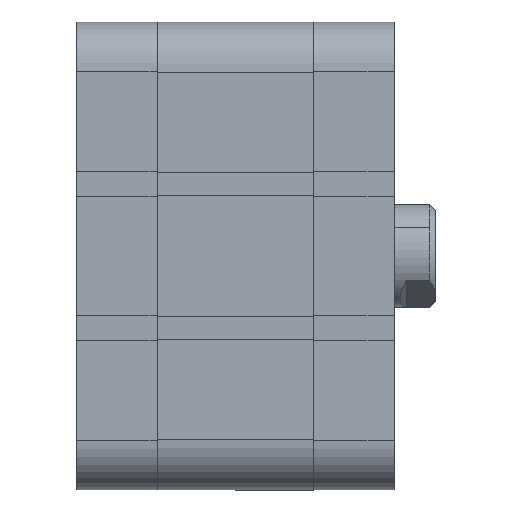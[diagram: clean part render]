
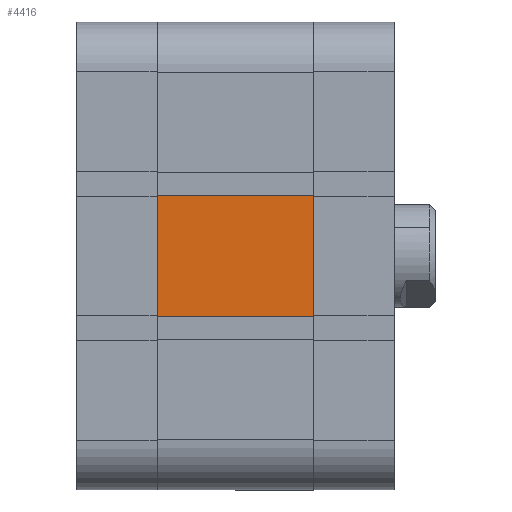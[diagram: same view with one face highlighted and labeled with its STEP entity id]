
A CAD part, front view. The second image highlights one B-rep face of the part: STEP entity #4416.
In plain terms, the highlighted planar face has unit normal (0, -1, 0).
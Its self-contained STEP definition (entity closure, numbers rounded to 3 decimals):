
#2433 = LINE ( 'NONE', #8406, #25529 ) ;
#3034 = ORIENTED_EDGE ( 'NONE', *, *, #28728, .F. ) ;
#3244 = DIRECTION ( 'NONE',  ( -1., 0., 0. ) ) ;
#3419 = ORIENTED_EDGE ( 'NONE', *, *, #9954, .T. ) ;
#4416 = ADVANCED_FACE ( 'NONE', ( #17049 ), #14472, .F. ) ;
#5718 = CARTESIAN_POINT ( 'NONE',  ( 0., -56.75, 14.7 ) ) ;
#5818 = VERTEX_POINT ( 'NONE', #5718 ) ;
#5911 = VERTEX_POINT ( 'NONE', #27000 ) ;
#6078 = VECTOR ( 'NONE', #3244, 1000. ) ;
#6224 = DIRECTION ( 'NONE',  ( 0., 0., 1. ) ) ;
#6531 = DIRECTION ( 'NONE',  ( 0., 0., -1. ) ) ;
#6898 = EDGE_CURVE ( 'NONE', #5818, #27207, #27818, .T. ) ;
#7287 = CARTESIAN_POINT ( 'NONE',  ( 38.001, -56.75, -14.7 ) ) ;
#8406 = CARTESIAN_POINT ( 'NONE',  ( 38., -56.75, -56.75 ) ) ;
#8857 = VERTEX_POINT ( 'NONE', #14201 ) ;
#9037 = ORIENTED_EDGE ( 'NONE', *, *, #6898, .T. ) ;
#9954 = EDGE_CURVE ( 'NONE', #8857, #5818, #29336, .T. ) ;
#10549 = LINE ( 'NONE', #7287, #15385 ) ;
#10677 = CARTESIAN_POINT ( 'NONE',  ( 0., -56.75, -14.7 ) ) ;
#11230 = AXIS2_PLACEMENT_3D ( 'NONE', #16534, #32306, #6224 ) ;
#12629 = ORIENTED_EDGE ( 'NONE', *, *, #21056, .F. ) ;
#14201 = CARTESIAN_POINT ( 'NONE',  ( 38., -56.75, 14.7 ) ) ;
#14472 = PLANE ( 'NONE',  #11230 ) ;
#15385 = VECTOR ( 'NONE', #20707, 1000. ) ;
#16293 = CARTESIAN_POINT ( 'NONE',  ( 38.001, -56.75, 14.7 ) ) ;
#16478 = DIRECTION ( 'NONE',  ( 0., 0., -1. ) ) ;
#16534 = CARTESIAN_POINT ( 'NONE',  ( 38., -56.75, -56.75 ) ) ;
#17049 = FACE_OUTER_BOUND ( 'NONE', #33440, .T. ) ;
#20707 = DIRECTION ( 'NONE',  ( -1., 0., 0. ) ) ;
#21056 = EDGE_CURVE ( 'NONE', #5911, #27207, #10549, .T. ) ;
#24588 = VECTOR ( 'NONE', #6531, 1000. ) ;
#25529 = VECTOR ( 'NONE', #16478, 1000. ) ;
#27000 = CARTESIAN_POINT ( 'NONE',  ( 38., -56.75, -14.7 ) ) ;
#27207 = VERTEX_POINT ( 'NONE', #10677 ) ;
#27818 = LINE ( 'NONE', #27990, #24588 ) ;
#27990 = CARTESIAN_POINT ( 'NONE',  ( 0., -56.75, -56.75 ) ) ;
#28728 = EDGE_CURVE ( 'NONE', #8857, #5911, #2433, .T. ) ;
#29336 = LINE ( 'NONE', #16293, #6078 ) ;
#32306 = DIRECTION ( 'NONE',  ( 0., 1., 0. ) ) ;
#33440 = EDGE_LOOP ( 'NONE', ( #3419, #9037, #12629, #3034 ) ) ;
